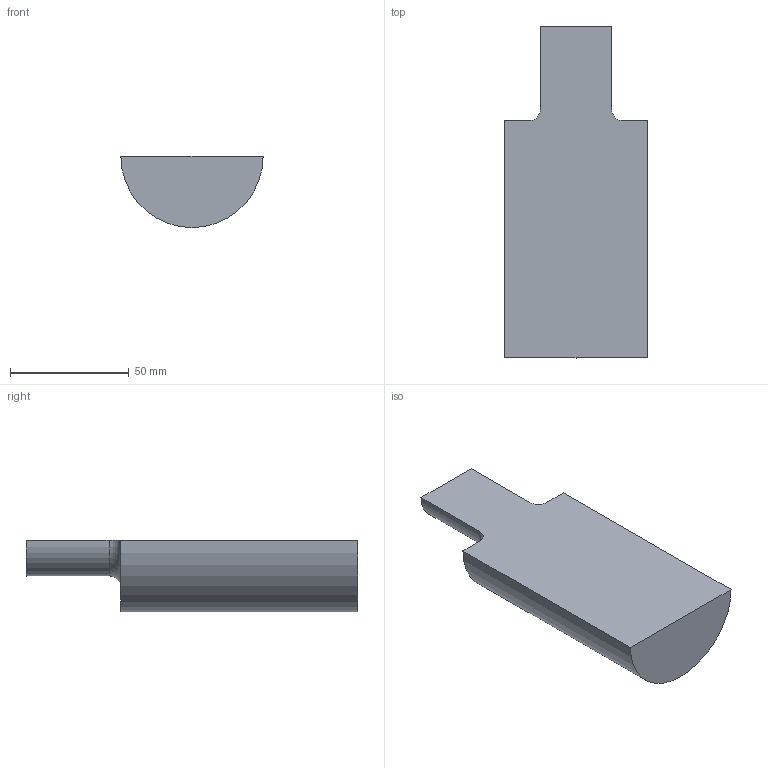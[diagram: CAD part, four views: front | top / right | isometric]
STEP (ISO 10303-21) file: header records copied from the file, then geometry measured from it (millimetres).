
FILE_DESCRIPTION((''),'2;1');
FILE_NAME('SYMMETRIE_02','2025-12-05T14:37:54',('kerstin.kiy'),(''),'CREO PARAMETRIC BY PTC INC, 2023424','CREO PARAMETRIC BY PTC INC, 2023424','');
FILE_SCHEMA(('AUTOMOTIVE_DESIGN { 1 0 10303 214 1 1 1 1 }'));
Length unit declared in the file: millimetre
Products named in the file (1): SYMMETRIE_02
Bounding box: 60 x 140 x 30 mm (x, y, z)
Volume: 155780.5 mm3; surface area: 21252.3 mm2
Topology: 1 solids, 1 shells, 7 faces, 15 edges, 10 vertices
Faces by surface type: plane 4, cylinder 2, torus 1
Entity records: 480 total; most frequent: DIRECTION 62, CARTESIAN_POINT 51, ORIENTED_EDGE 30, PROPERTY_DEFINITION 28, REPRESENTATION 27, PROPERTY_DEFINITION_REPRESENTATION 27, AXIS2_PLACEMENT_3D 24, GENERAL_PROPERTY 19
